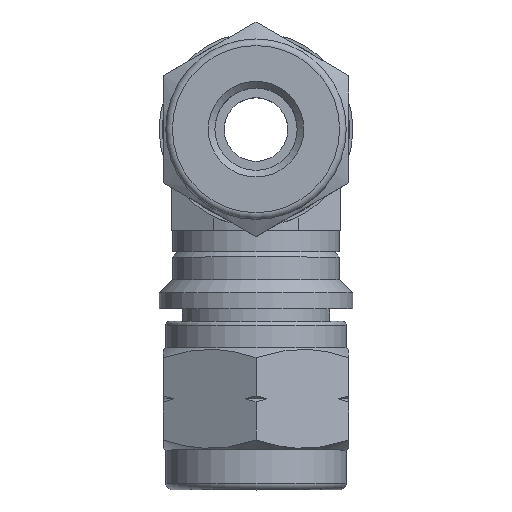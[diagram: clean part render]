
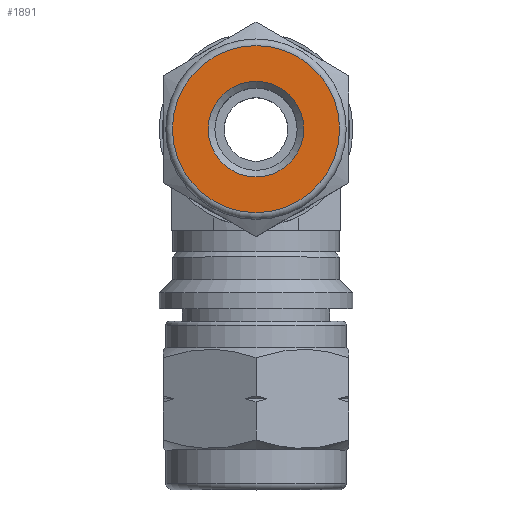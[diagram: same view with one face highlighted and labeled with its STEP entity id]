
A CAD part, top view. The second image highlights one B-rep face of the part: STEP entity #1891.
In plain terms, the highlighted planar face has unit normal (0, 0, 1).
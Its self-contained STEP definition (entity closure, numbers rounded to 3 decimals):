
#66=FACE_BOUND('',#389,.T.);
#110=CIRCLE('',#2064,3.6);
#111=CIRCLE('',#2066,6.3);
#261=FACE_OUTER_BOUND('',#388,.T.);
#388=EDGE_LOOP('',(#1471));
#389=EDGE_LOOP('',(#1472));
#866=VERTEX_POINT('',#3173);
#867=VERTEX_POINT('',#3177);
#1088=EDGE_CURVE('',#866,#866,#110,.T.);
#1089=EDGE_CURVE('',#867,#867,#111,.T.);
#1471=ORIENTED_EDGE('',*,*,#1089,.F.);
#1472=ORIENTED_EDGE('',*,*,#1088,.T.);
#1816=PLANE('',#2065);
#1891=ADVANCED_FACE('',(#261,#66),#1816,.T.);
#2064=AXIS2_PLACEMENT_3D('',#3175,#2396,#2397);
#2065=AXIS2_PLACEMENT_3D('',#3176,#2398,#2399);
#2066=AXIS2_PLACEMENT_3D('',#3178,#2400,#2401);
#2396=DIRECTION('center_axis',(0.,0.,-1.));
#2397=DIRECTION('ref_axis',(1.,0.,0.));
#2398=DIRECTION('center_axis',(0.,0.,1.));
#2399=DIRECTION('ref_axis',(1.,0.,0.));
#2400=DIRECTION('center_axis',(0.,0.,-1.));
#2401=DIRECTION('ref_axis',(1.,0.,0.));
#3173=CARTESIAN_POINT('',(0.,-3.6,27.145));
#3175=CARTESIAN_POINT('Origin',(0.,0.,27.145));
#3176=CARTESIAN_POINT('Origin',(0.,6.3,27.145));
#3177=CARTESIAN_POINT('',(6.3,0.,27.145));
#3178=CARTESIAN_POINT('Origin',(0.,0.,27.145));
